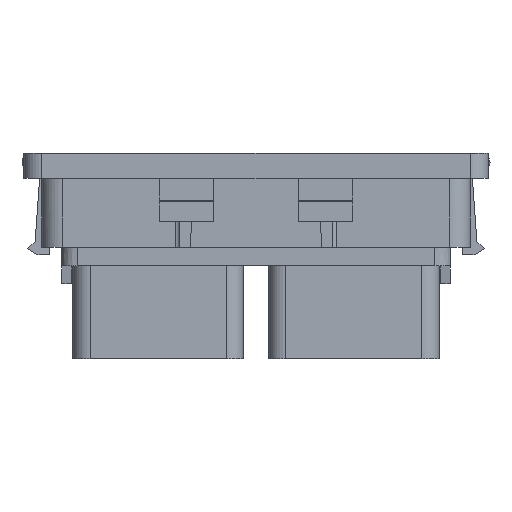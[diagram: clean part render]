
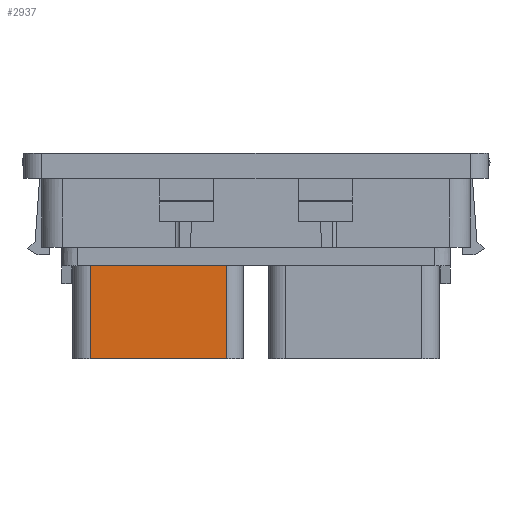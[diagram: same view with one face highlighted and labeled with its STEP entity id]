
A CAD part, front view. The second image highlights one B-rep face of the part: STEP entity #2937.
In plain terms, the highlighted planar face has unit normal (0, -1, 0).
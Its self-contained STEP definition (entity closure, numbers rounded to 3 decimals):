
#2917=AXIS2_PLACEMENT_3D('Plane Axis2P3D',#2914,#2915,#2916) ;
#1218=CARTESIAN_POINT('Vertex',(22.65,59.75,0.)) ;
#1221=CARTESIAN_POINT('Line Origine',(15.1,59.75,0.)) ;
#1225=CARTESIAN_POINT('Vertex',(7.55,59.75,0.)) ;
#2899=CARTESIAN_POINT('Vertex',(22.65,59.75,20.)) ;
#2902=CARTESIAN_POINT('Line Origine',(22.65,59.75,10.)) ;
#2914=CARTESIAN_POINT('Axis2P3D Location',(22.65,59.75,20.)) ;
#2919=CARTESIAN_POINT('Line Origine',(15.1,59.75,20.)) ;
#2923=CARTESIAN_POINT('Vertex',(7.55,59.75,20.)) ;
#2926=CARTESIAN_POINT('Line Origine',(7.55,59.75,10.)) ;
#1222=DIRECTION('Vector Direction',(-1.,0.,0.)) ;
#2903=DIRECTION('Vector Direction',(0.,0.,-1.)) ;
#2915=DIRECTION('Axis2P3D Direction',(-0.,-1.,-0.)) ;
#2916=DIRECTION('Axis2P3D XDirection',(-1.,0.,0.)) ;
#2920=DIRECTION('Vector Direction',(-1.,0.,0.)) ;
#2927=DIRECTION('Vector Direction',(0.,0.,-1.)) ;
#1223=VECTOR('Line Direction',#1222,1.) ;
#2904=VECTOR('Line Direction',#2903,1.) ;
#2921=VECTOR('Line Direction',#2920,1.) ;
#2928=VECTOR('Line Direction',#2927,1.) ;
#2932=ORIENTED_EDGE('',*,*,#2906,.F.) ;
#2933=ORIENTED_EDGE('',*,*,#2925,.T.) ;
#2934=ORIENTED_EDGE('',*,*,#2930,.T.) ;
#2935=ORIENTED_EDGE('',*,*,#1227,.F.) ;
#2937=ADVANCED_FACE('58076_IE-FC-IP-PWS_2ST_1D9.1\\57218 AFPL PWB 2ST FC.1\\ZUSAMMENBAU',(#2936),#2918,.T.) ;
#1227=EDGE_CURVE('',#1219,#1226,#1224,.T.) ;
#2906=EDGE_CURVE('',#2900,#1219,#2905,.T.) ;
#2925=EDGE_CURVE('',#2900,#2924,#2922,.T.) ;
#2930=EDGE_CURVE('',#2924,#1226,#2929,.T.) ;
#2931=EDGE_LOOP('',(#2932,#2933,#2934,#2935)) ;
#2936=FACE_OUTER_BOUND('',#2931,.T.) ;
#1224=LINE('Line',#1221,#1223) ;
#2905=LINE('Line',#2902,#2904) ;
#2922=LINE('Line',#2919,#2921) ;
#2929=LINE('Line',#2926,#2928) ;
#2918=PLANE('',#2917) ;
#1219=VERTEX_POINT('',#1218) ;
#1226=VERTEX_POINT('',#1225) ;
#2900=VERTEX_POINT('',#2899) ;
#2924=VERTEX_POINT('',#2923) ;
